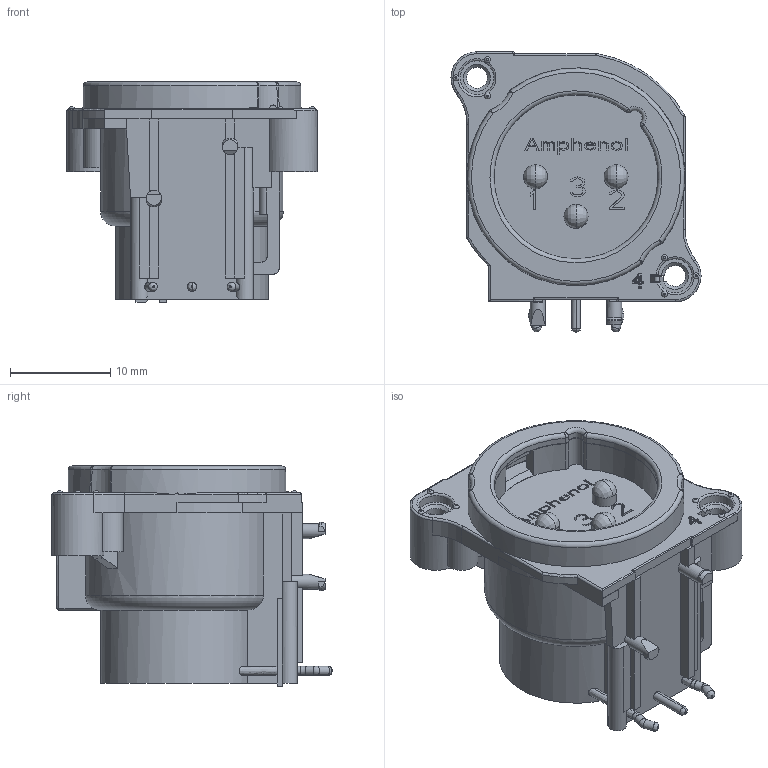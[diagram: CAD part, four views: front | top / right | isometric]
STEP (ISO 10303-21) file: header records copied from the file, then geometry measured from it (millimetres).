
FILE_DESCRIPTION(/* description */ (''),/* implementation_level */ '2;1');
FILE_NAME(/* name */ 'AC3MBH1-AU-PRE.stp',/* time_stamp */ '2025-07-14T16:15:51+10:00',/* author */ ('justin'),/* organization */ (''),/* preprocessor_version */ 'ST-DEVELOPER v18.1',/* originating_system */ 'Autodesk Inventor 2022',/* authorisation */ '');
FILE_SCHEMA (('AUTOMOTIVE_DESIGN { 1 0 10303 214 3 1 1 }'));
Length unit declared in the file: millimetre
Products named in the file (1): AC3MBH1-AU-PRE simplified
Bounding box: 25 x 28 x 22 mm (x, y, z)
Volume: 5586.4 mm3; surface area: 4670 mm2
Topology: 1 solids, 6 shells, 871 faces, 2386 edges, 1530 vertices
Faces by surface type: plane 577, cylinder 164, bspline 45, torus 35, sphere 26, cone 24
Full cylindrical faces by diameter (mm): 0.9 x4, 1.3 x2, 1.5 x2, 2.1 x1, 3 x1, 3.4 x1
Entity records: 31521 total; most frequent: CARTESIAN_POINT 8955, ORIENTED_EDGE 4756, DIRECTION 4370, EDGE_CURVE 2378, LINE 1660, VECTOR 1660, VERTEX_POINT 1530, AXIS2_PLACEMENT_3D 1355
